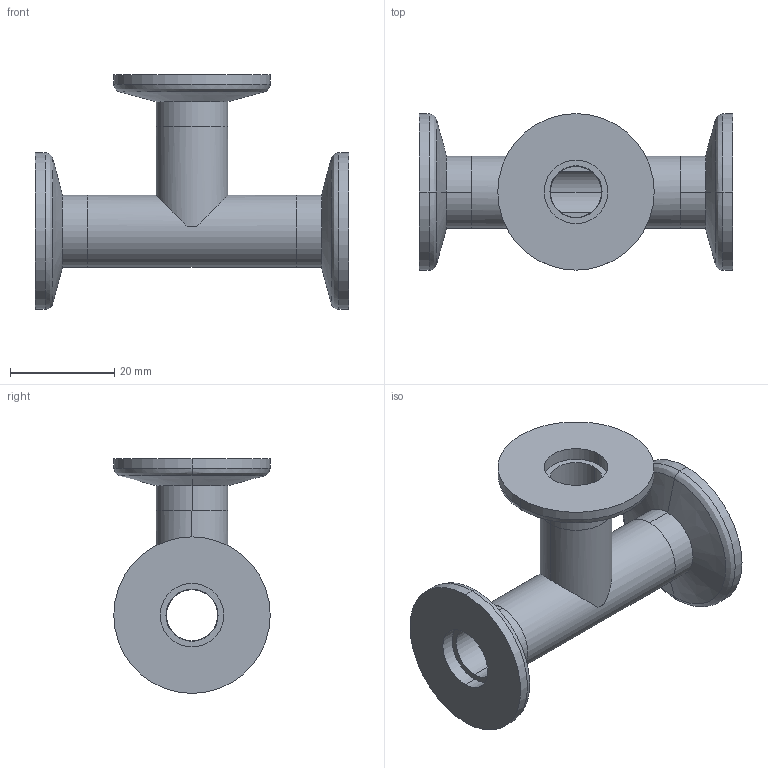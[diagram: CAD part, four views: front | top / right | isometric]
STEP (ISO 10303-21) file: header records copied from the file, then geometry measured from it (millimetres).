
FILE_DESCRIPTION( (''), '2;1');
FILE_NAME ('CAD714.3164.VP7010_19218.stp','2016-04-04T16:21:47',(''),(''),'spGate 11.3.9','spGate','');
FILE_SCHEMA (('AUTOMOTIVE_DESIGN'));
Length unit declared in the file: millimetre
Products named in the file (3): Assembly; VP7010-1; VP3010
Assembly tree (4 placements, depth 2):
  Assembly
    VP7010-1
    VP3010  x3
Bounding box: 60 x 30 x 45 mm (x, y, z)
Volume: 12276.7 mm3; surface area: 10312 mm2
Topology: 4 solids, 4 shells, 66 faces, 147 edges, 93 vertices
Faces by surface type: cylinder 38, plane 16, bspline 12
Entity records: 2029 total; most frequent: CARTESIAN_POINT 434, DIRECTION 178, ORIENTED_EDGE 174, COLOUR_RGB 125, PRESENTATION_STYLE_ASSIGNMENT 125, STYLED_ITEM 125, EDGE_CURVE 87, DRAUGHTING_PRE_DEFINED_CURVE_FONT 87
